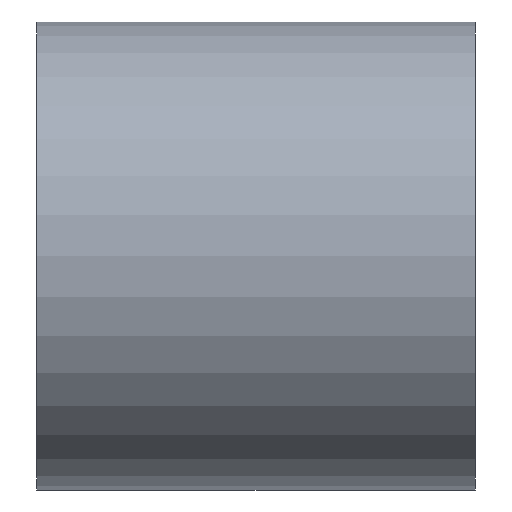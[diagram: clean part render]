
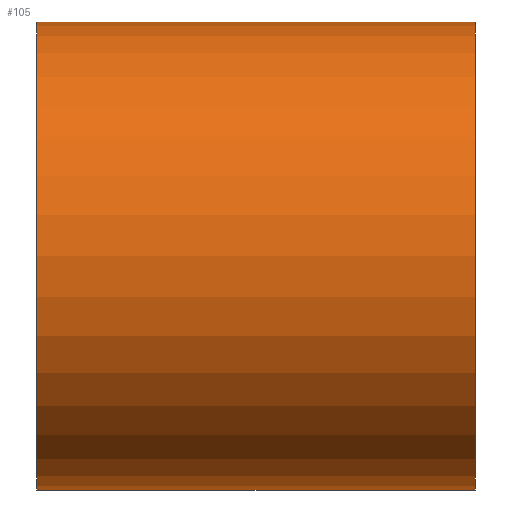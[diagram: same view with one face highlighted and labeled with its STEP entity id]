
A CAD part, front view. The second image highlights one B-rep face of the part: STEP entity #105.
In plain terms, the highlighted cylindrical face has radius 227 mm (diameter 454 mm), a full revolution.
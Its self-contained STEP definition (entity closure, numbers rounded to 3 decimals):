
#17=CYLINDRICAL_SURFACE('',#123,227.);
#29=FACE_BOUND('',#53,.T.);
#37=FACE_OUTER_BOUND('',#52,.T.);
#52=EDGE_LOOP('',(#92));
#53=EDGE_LOOP('',(#93));
#54=CIRCLE('',#109,227.);
#61=CIRCLE('',#122,227.);
#62=VERTEX_POINT('',#160);
#69=VERTEX_POINT('',#180);
#70=EDGE_CURVE('',#62,#62,#54,.T.);
#77=EDGE_CURVE('',#69,#69,#61,.T.);
#92=ORIENTED_EDGE('',*,*,#77,.T.);
#93=ORIENTED_EDGE('',*,*,#70,.F.);
#105=ADVANCED_FACE('',(#37,#29),#17,.T.);
#109=AXIS2_PLACEMENT_3D('',#161,#128,#129);
#122=AXIS2_PLACEMENT_3D('',#181,#154,#155);
#123=AXIS2_PLACEMENT_3D('',#182,#156,#157);
#128=DIRECTION('center_axis',(-1.,0.,0.));
#129=DIRECTION('ref_axis',(0.,0.,1.));
#154=DIRECTION('center_axis',(-1.,0.,0.));
#155=DIRECTION('ref_axis',(0.,0.,1.));
#156=DIRECTION('center_axis',(-1.,0.,0.));
#157=DIRECTION('ref_axis',(0.,-1.,0.));
#160=CARTESIAN_POINT('',(9.282,-227.,0.));
#161=CARTESIAN_POINT('Origin',(9.282,0.,0.));
#180=CARTESIAN_POINT('',(434.282,-227.,0.));
#181=CARTESIAN_POINT('Origin',(434.282,0.,0.));
#182=CARTESIAN_POINT('Origin',(221.782,0.,0.));
